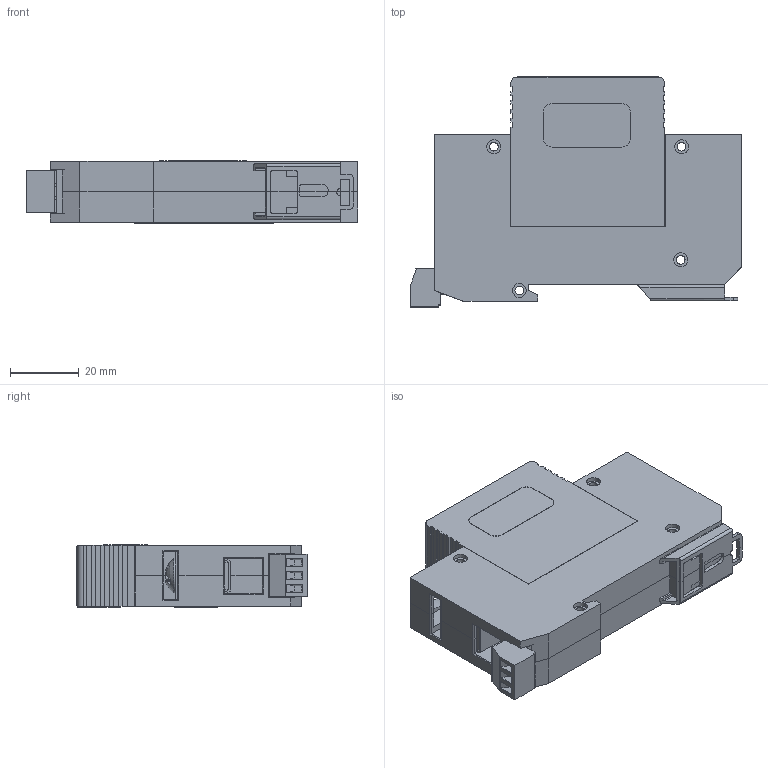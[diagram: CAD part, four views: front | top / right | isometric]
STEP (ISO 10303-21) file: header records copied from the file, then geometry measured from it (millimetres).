
FILE_DESCRIPTION (( 'STEP AP214' ), '1' );
FILE_NAME ('1104-15-000-E.STEP', '2019-01-09T16:54:21', ( '' ), ( '' ), 'SwSTEP 2.0', 'SolidWorks 2018', '' );
FILE_SCHEMA (( 'AUTOMOTIVE_DESIGN' ));
Length unit declared in the file: inch
Products named in the file (12): 2003-2794; 1104-15-000-P^1104-15-000-E; 1104-15-000_top^1104-15-000-E; 1102-014-38^1104-15-000-E; 2003-4074_Blank; 2003-1052; 1104-15-000-C^1104-15-000-E; 1104-15-000-E; 2003-4064; 1102-014-38_connector^1104-15-000-E; 1104-15-000-M^1104-15-000-E; 21048822^1104-15-000-E
Assembly tree (7 placements, depth 2):
  1104-15-000-P^1104-15-000-E
  1104-15-000-C^1104-15-000-E
  1104-15-000-E
    1102-014-38^1104-15-000-E
    1104-15-000_top^1104-15-000-E
    1102-014-38_connector^1104-15-000-E
    2003-2794
    2003-4074_Blank
    2003-4064
    2003-1052
  1104-15-000-M^1104-15-000-E
  21048822^1104-15-000-E
Bounding box: 96.89 x 67.16 x 18.16 mm (x, y, z)
Volume: 76115.4 mm3; surface area: 39370.8 mm2
Topology: 32 solids, 32 shells, 2599 faces, 6918 edges, 4592 vertices
Faces by surface type: plane 1802, bspline 653, cylinder 130, torus 6, cone 6, sphere 2
Entity records: 142093 total; most frequent: CARTESIAN_POINT 53657, ORIENTED_EDGE 13828, DIRECTION 9782, EDGE_CURVE 6914, VECTOR 5240, LINE 5240, VERTEX_POINT 4590, EDGE_LOOP 2850
